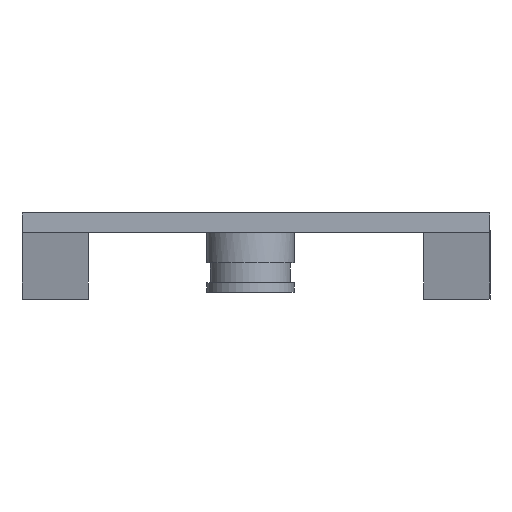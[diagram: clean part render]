
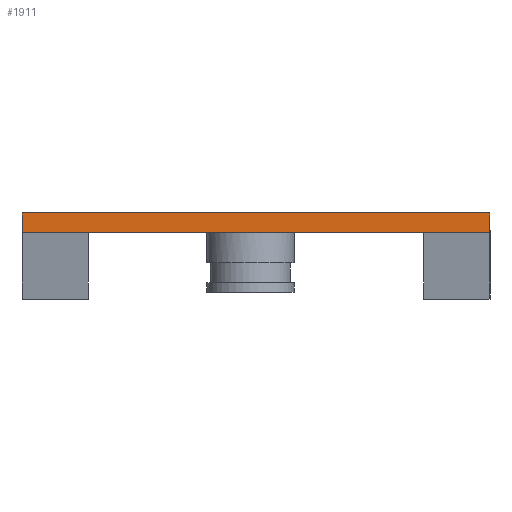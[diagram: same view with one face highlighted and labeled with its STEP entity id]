
A CAD part, left-side view. The second image highlights one B-rep face of the part: STEP entity #1911.
In plain terms, the highlighted planar face has unit normal (-1, 0, 0).
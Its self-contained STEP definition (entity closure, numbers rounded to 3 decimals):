
#47 = EDGE_CURVE ( 'NONE', #306, #566, #1400, .T. ) ;
#71 = EDGE_CURVE ( 'NONE', #943, #686, #554, .T. ) ;
#82 = CARTESIAN_POINT ( 'NONE',  ( 0., 10., 0. ) ) ;
#113 = CARTESIAN_POINT ( 'NONE',  ( 0., 0., 3. ) ) ;
#119 = CARTESIAN_POINT ( 'NONE',  ( 0., 70.64, 3. ) ) ;
#152 = DIRECTION ( 'NONE',  ( 0., -1., 0. ) ) ;
#192 = PLANE ( 'NONE',  #1684 ) ;
#306 = VERTEX_POINT ( 'NONE', #1637 ) ;
#311 = EDGE_LOOP ( 'NONE', ( #848, #1676, #1659, #816, #1575, #1595 ) ) ;
#456 = VECTOR ( 'NONE', #1615, 1000. ) ;
#459 = CARTESIAN_POINT ( 'NONE',  ( 0., 0., 0. ) ) ;
#460 = EDGE_CURVE ( 'NONE', #686, #988, #1681, .T. ) ;
#554 = LINE ( 'NONE', #1326, #1246 ) ;
#566 = VERTEX_POINT ( 'NONE', #790 ) ;
#573 = DIRECTION ( 'NONE',  ( 0., -1., 0. ) ) ;
#623 = EDGE_CURVE ( 'NONE', #1394, #943, #1160, .T. ) ;
#653 = CARTESIAN_POINT ( 'NONE',  ( 0., 0., 3. ) ) ;
#682 = CARTESIAN_POINT ( 'NONE',  ( 0., 0., 0. ) ) ;
#686 = VERTEX_POINT ( 'NONE', #82 ) ;
#761 = CARTESIAN_POINT ( 'NONE',  ( 0., 60.641, 0. ) ) ;
#766 = VECTOR ( 'NONE', #1701, 1000. ) ;
#790 = CARTESIAN_POINT ( 'NONE',  ( 0., 0., 3. ) ) ;
#816 = ORIENTED_EDGE ( 'NONE', *, *, #1806, .F. ) ;
#848 = ORIENTED_EDGE ( 'NONE', *, *, #623, .T. ) ;
#892 = EDGE_CURVE ( 'NONE', #306, #1394, #1499, .T. ) ;
#914 = FACE_OUTER_BOUND ( 'NONE', #311, .T. ) ;
#943 = VERTEX_POINT ( 'NONE', #761 ) ;
#953 = DIRECTION ( 'NONE',  ( 1., 0., 0. ) ) ;
#988 = VERTEX_POINT ( 'NONE', #1519 ) ;
#1160 = LINE ( 'NONE', #682, #1818 ) ;
#1184 = LINE ( 'NONE', #1852, #766 ) ;
#1246 = VECTOR ( 'NONE', #573, 1000. ) ;
#1326 = CARTESIAN_POINT ( 'NONE',  ( 0., 10., 0. ) ) ;
#1394 = VERTEX_POINT ( 'NONE', #1846 ) ;
#1400 = LINE ( 'NONE', #113, #456 ) ;
#1499 = LINE ( 'NONE', #119, #1665 ) ;
#1519 = CARTESIAN_POINT ( 'NONE',  ( 0., 0., 0. ) ) ;
#1575 = ORIENTED_EDGE ( 'NONE', *, *, #47, .F. ) ;
#1595 = ORIENTED_EDGE ( 'NONE', *, *, #892, .T. ) ;
#1597 = DIRECTION ( 'NONE',  ( 0., -1., 0. ) ) ;
#1615 = DIRECTION ( 'NONE',  ( 0., -1., 0. ) ) ;
#1637 = CARTESIAN_POINT ( 'NONE',  ( 0., 70.64, 3. ) ) ;
#1659 = ORIENTED_EDGE ( 'NONE', *, *, #460, .T. ) ;
#1665 = VECTOR ( 'NONE', #1763, 1000. ) ;
#1676 = ORIENTED_EDGE ( 'NONE', *, *, #71, .T. ) ;
#1681 = LINE ( 'NONE', #459, #1724 ) ;
#1684 = AXIS2_PLACEMENT_3D ( 'NONE', #653, #953, #1839 ) ;
#1701 = DIRECTION ( 'NONE',  ( 0., 0., -1. ) ) ;
#1724 = VECTOR ( 'NONE', #152, 1000. ) ;
#1763 = DIRECTION ( 'NONE',  ( 0., 0., -1. ) ) ;
#1806 = EDGE_CURVE ( 'NONE', #566, #988, #1184, .T. ) ;
#1818 = VECTOR ( 'NONE', #1597, 1000. ) ;
#1839 = DIRECTION ( 'NONE',  ( 0., 1., 0. ) ) ;
#1846 = CARTESIAN_POINT ( 'NONE',  ( 0., 70.64, 0. ) ) ;
#1852 = CARTESIAN_POINT ( 'NONE',  ( 0., 0., 3. ) ) ;
#1911 = ADVANCED_FACE ( 'NONE', ( #914 ), #192, .F. ) ;
